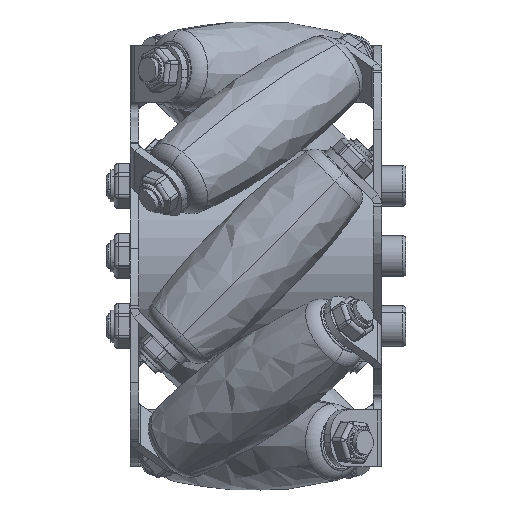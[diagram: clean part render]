
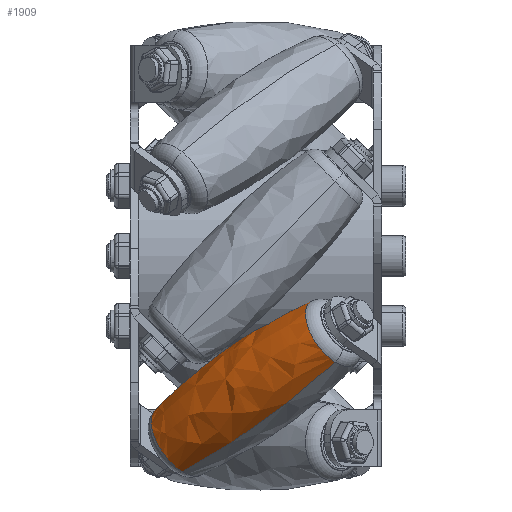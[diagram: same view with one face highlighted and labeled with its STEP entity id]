
A CAD part, front view. The second image highlights one B-rep face of the part: STEP entity #1909.
In plain terms, the highlighted free-form (B-spline) face has degree [3, 3] with [4, 4] control points.
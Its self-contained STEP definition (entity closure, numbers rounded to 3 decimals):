
#75 = CARTESIAN_POINT ( 'NONE',  ( 4.454, 6.472, 0. ) ) ;
#101 = CARTESIAN_POINT ( 'NONE',  ( 4.454, 6.472, 0. ) ) ;
#704 = VERTEX_POINT ( 'NONE', #10270 ) ;
#914 = CARTESIAN_POINT ( 'NONE',  ( 12.882, -4.946, 9.892 ) ) ;
#950 = CARTESIAN_POINT ( 'NONE',  ( -5.766, -6.4, 12.799 ) ) ;
#1020 = CARTESIAN_POINT ( 'NONE',  ( 12.882, -4.946, 0. ) ) ;
#1476 = EDGE_LOOP ( 'NONE', ( #2788, #9115, #2576, #3661 ) ) ;
#1526 =( BOUNDED_CURVE ( )  B_SPLINE_CURVE ( 3, ( #1020, #3600, #7826, #2749 ),
 .UNSPECIFIED., .F., .F. ) 
 B_SPLINE_CURVE_WITH_KNOTS ( ( 4, 4 ),
 ( 0.969, 2.226 ),
 .UNSPECIFIED. ) 
 CURVE ( )  GEOMETRIC_REPRESENTATION_ITEM ( )  RATIONAL_B_SPLINE_CURVE ( ( 1., 0.873, 0.873, 1. ) ) 
 REPRESENTATION_ITEM ( '' )  );
#1700 = CARTESIAN_POINT ( 'NONE',  ( 12.882, 4.946, 0. ) ) ;
#1818 = CARTESIAN_POINT ( 'NONE',  ( -5.766, 6.4, 0. ) ) ;
#1909 = ADVANCED_FACE ( 'NONE', ( #6946 ), #4361, .F. ) ;
#1931 = AXIS2_PLACEMENT_3D ( 'NONE', #8684, #3627, #9541 ) ;
#1984 = CARTESIAN_POINT ( 'NONE',  ( 12.882, 0., 0. ) ) ;
#2399 = CARTESIAN_POINT ( 'NONE',  ( 12.882, -4.946, 0. ) ) ;
#2576 = ORIENTED_EDGE ( 'NONE', *, *, #7399, .T. ) ;
#2667 = CARTESIAN_POINT ( 'NONE',  ( 12.882, 4.946, 0. ) ) ;
#2689 = CARTESIAN_POINT ( 'NONE',  ( -13.871, -4.756, 9.513 ) ) ;
#2749 = CARTESIAN_POINT ( 'NONE',  ( -13.871, -4.756, 0. ) ) ;
#2788 = ORIENTED_EDGE ( 'NONE', *, *, #9552, .F. ) ;
#2798 = EDGE_CURVE ( 'NONE', #8474, #9429, #9337, .T. ) ;
#2857 = DIRECTION ( 'NONE',  ( 0., -1., 0. ) ) ;
#3524 = CARTESIAN_POINT ( 'NONE',  ( 12.882, 4.946, 9.892 ) ) ;
#3529 = CARTESIAN_POINT ( 'NONE',  ( -5.766, 6.4, 0. ) ) ;
#3563 = CARTESIAN_POINT ( 'NONE',  ( -13.871, 4.756, 0. ) ) ;
#3600 = CARTESIAN_POINT ( 'NONE',  ( 4.454, -6.472, 0. ) ) ;
#3627 = DIRECTION ( 'NONE',  ( -1., 0., 0. ) ) ;
#3661 = ORIENTED_EDGE ( 'NONE', *, *, #6251, .F. ) ;
#4361 =( BOUNDED_SURFACE ( )  B_SPLINE_SURFACE ( 3, 3, ( 
 ( #5202, #914, #3524, #9448 ),
 ( #4391, #10327, #5236, #101 ),
 ( #6087, #950, #6921, #1818 ),
 ( #7764, #2689, #8636, #3563 ) ),
 .UNSPECIFIED., .F., .F., .F. ) 
 B_SPLINE_SURFACE_WITH_KNOTS ( ( 4, 4 ),
 ( 4, 4 ),
 ( 0., 1. ),
 ( 0., 1. ),
 .UNSPECIFIED. ) 
 GEOMETRIC_REPRESENTATION_ITEM ( )  RATIONAL_B_SPLINE_SURFACE ( (
 ( 1., 0.333, 0.333, 1.),
 ( 0.873, 0.291, 0.291, 0.873),
 ( 0.873, 0.291, 0.291, 0.873),
 ( 1., 0.333, 0.333, 1.) ) ) 
 REPRESENTATION_ITEM ( '' )  SURFACE ( )  );
#4391 = CARTESIAN_POINT ( 'NONE',  ( 4.454, -6.472, 0. ) ) ;
#5050 = VERTEX_POINT ( 'NONE', #6280 ) ;
#5202 = CARTESIAN_POINT ( 'NONE',  ( 12.882, -4.946, 0. ) ) ;
#5236 = CARTESIAN_POINT ( 'NONE',  ( 4.454, 6.472, 12.944 ) ) ;
#5511 =( BOUNDED_CURVE ( )  B_SPLINE_CURVE ( 3, ( #2667, #75, #3529, #9455 ),
 .UNSPECIFIED., .F., .F. ) 
 B_SPLINE_CURVE_WITH_KNOTS ( ( 4, 4 ),
 ( 0.969, 2.226 ),
 .UNSPECIFIED. ) 
 CURVE ( )  GEOMETRIC_REPRESENTATION_ITEM ( )  RATIONAL_B_SPLINE_CURVE ( ( 1., 0.873, 0.873, 1. ) ) 
 REPRESENTATION_ITEM ( '' )  );
#6087 = CARTESIAN_POINT ( 'NONE',  ( -5.766, -6.4, 0. ) ) ;
#6251 = EDGE_CURVE ( 'NONE', #5050, #704, #8316, .T. ) ;
#6280 = CARTESIAN_POINT ( 'NONE',  ( -13.871, -4.756, 0. ) ) ;
#6921 = CARTESIAN_POINT ( 'NONE',  ( -5.766, 6.4, 12.799 ) ) ;
#6946 = FACE_OUTER_BOUND ( 'NONE', #1476, .T. ) ;
#7399 = EDGE_CURVE ( 'NONE', #9429, #704, #5511, .T. ) ;
#7764 = CARTESIAN_POINT ( 'NONE',  ( -13.871, -4.756, 0. ) ) ;
#7826 = CARTESIAN_POINT ( 'NONE',  ( -5.766, -6.4, 0. ) ) ;
#7933 = DIRECTION ( 'NONE',  ( -1., 0., 0. ) ) ;
#8316 = CIRCLE ( 'NONE', #1931, 4.756 ) ;
#8474 = VERTEX_POINT ( 'NONE', #2399 ) ;
#8636 = CARTESIAN_POINT ( 'NONE',  ( -13.871, 4.756, 9.513 ) ) ;
#8684 = CARTESIAN_POINT ( 'NONE',  ( -13.871, 0., 0. ) ) ;
#9115 = ORIENTED_EDGE ( 'NONE', *, *, #2798, .T. ) ;
#9257 = AXIS2_PLACEMENT_3D ( 'NONE', #1984, #7933, #2857 ) ;
#9337 = CIRCLE ( 'NONE', #9257, 4.946 ) ;
#9429 = VERTEX_POINT ( 'NONE', #1700 ) ;
#9448 = CARTESIAN_POINT ( 'NONE',  ( 12.882, 4.946, 0. ) ) ;
#9455 = CARTESIAN_POINT ( 'NONE',  ( -13.871, 4.756, 0. ) ) ;
#9541 = DIRECTION ( 'NONE',  ( 0., -1., 0. ) ) ;
#9552 = EDGE_CURVE ( 'NONE', #8474, #5050, #1526, .T. ) ;
#10270 = CARTESIAN_POINT ( 'NONE',  ( -13.871, 4.756, 0. ) ) ;
#10327 = CARTESIAN_POINT ( 'NONE',  ( 4.454, -6.472, 12.944 ) ) ;
